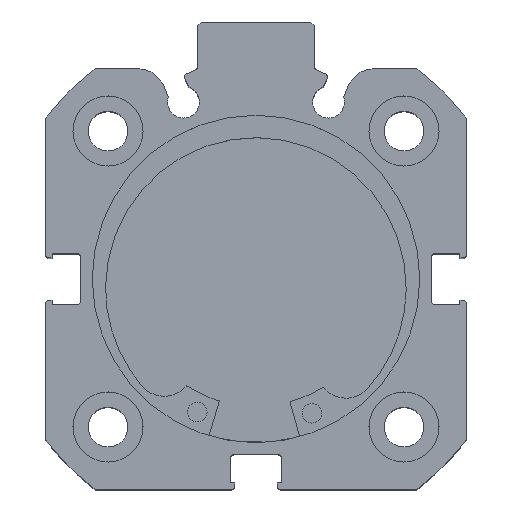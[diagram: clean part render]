
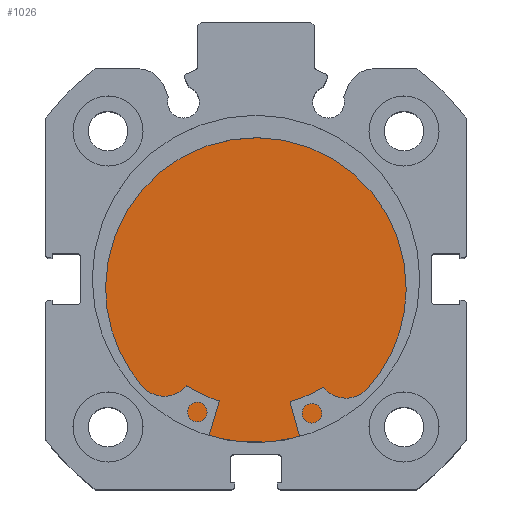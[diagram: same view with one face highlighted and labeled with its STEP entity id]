
A CAD part, top view. The second image highlights one B-rep face of the part: STEP entity #1026.
In plain terms, the highlighted face is planar.
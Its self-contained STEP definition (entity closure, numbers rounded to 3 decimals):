
#1026 = ADVANCED_FACE ( 'NONE', ( #5258 ), #2157, .F. ) ;
#1634 = VERTEX_POINT ( 'NONE', #1815 ) ;
#1635 = VERTEX_POINT ( 'NONE', #1814 ) ;
#1814 = CARTESIAN_POINT ( 'NONE',  ( 8.5, 0., 21. ) ) ;
#1815 = CARTESIAN_POINT ( 'NONE',  ( 8.5, 0., -21. ) ) ;
#2141 = DIRECTION ( 'NONE',  ( 0., 0., 1. ) ) ;
#2145 = DIRECTION ( 'NONE',  ( -1., 0., 0. ) ) ;
#2157 = PLANE ( 'NONE',  #4019 ) ;
#2162 = CARTESIAN_POINT ( 'NONE',  ( 8.5, 21., 0. ) ) ;
#2503 = EDGE_CURVE ( 'NONE', #1634, #1635, #5486, .T. ) ;
#3409 = ORIENTED_EDGE ( 'NONE', *, *, #4012, .F. ) ;
#3715 = ORIENTED_EDGE ( 'NONE', *, *, #2503, .F. ) ;
#4012 = EDGE_CURVE ( 'NONE', #1635, #1634, #5585, .T. ) ;
#4019 = AXIS2_PLACEMENT_3D ( 'NONE', #2162, #2145, #2141 ) ;
#4571 = EDGE_LOOP ( 'NONE', ( #3409, #3715 ) ) ;
#5258 = FACE_OUTER_BOUND ( 'NONE', #4571, .T. ) ;
#5486 = CIRCLE ( 'NONE', #5654, 21. ) ;
#5585 = CIRCLE ( 'NONE', #5659, 21. ) ;
#5654 = AXIS2_PLACEMENT_3D ( 'NONE', #5743, #5744, #5745 ) ;
#5659 = AXIS2_PLACEMENT_3D ( 'NONE', #6140, #6141, #6142 ) ;
#5743 = CARTESIAN_POINT ( 'NONE',  ( 8.5, 0., 0. ) ) ;
#5744 = DIRECTION ( 'NONE',  ( -1., 0., 0. ) ) ;
#5745 = DIRECTION ( 'NONE',  ( 0., 0., 1. ) ) ;
#6140 = CARTESIAN_POINT ( 'NONE',  ( 8.5, 0., 0. ) ) ;
#6141 = DIRECTION ( 'NONE',  ( -1., 0., 0. ) ) ;
#6142 = DIRECTION ( 'NONE',  ( 0., 0., 1. ) ) ;
